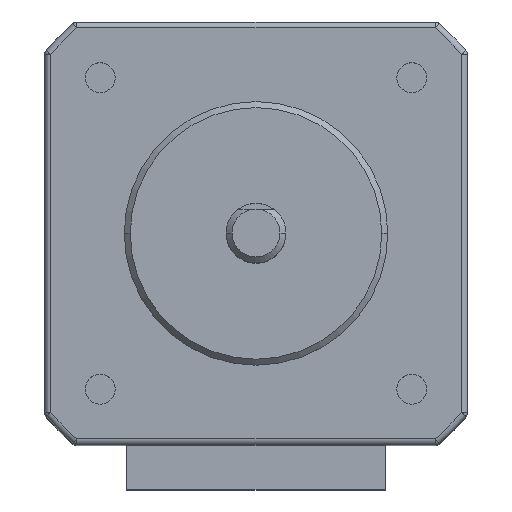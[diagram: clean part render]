
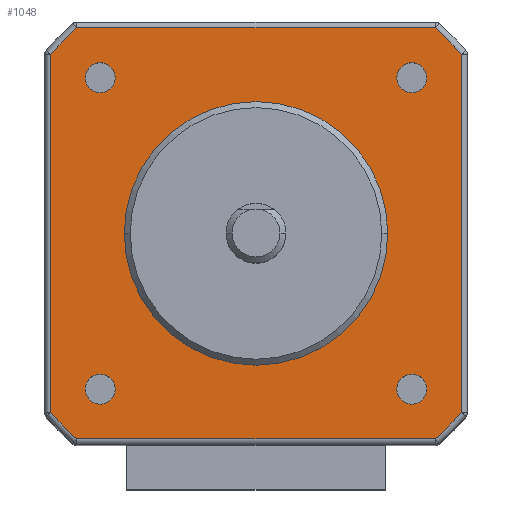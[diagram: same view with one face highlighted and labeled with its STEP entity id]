
A CAD part, top view. The second image highlights one B-rep face of the part: STEP entity #1048.
In plain terms, the highlighted planar face has unit normal (0, 0, 1).
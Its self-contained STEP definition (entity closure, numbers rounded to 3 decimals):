
#58=CARTESIAN_POINT('',(0.,0.,28.));
#59=DIRECTION('',(0.,0.,1.));
#60=DIRECTION('',(-0.657,0.754,0.));
#61=AXIS2_PLACEMENT_3D('',#58,#59,#60);
#63=CARTESIAN_POINT('',(0.,0.,28.));
#64=DIRECTION('',(0.,0.,1.));
#65=DIRECTION('',(0.754,0.657,0.));
#66=AXIS2_PLACEMENT_3D('',#63,#64,#65);
#68=CARTESIAN_POINT('',(0.,0.,28.));
#69=DIRECTION('',(0.,0.,1.));
#70=DIRECTION('',(0.657,-0.754,0.));
#71=AXIS2_PLACEMENT_3D('',#68,#69,#70);
#73=CARTESIAN_POINT('',(0.,0.,28.));
#74=DIRECTION('',(0.,0.,1.));
#75=DIRECTION('',(-0.754,-0.657,0.));
#76=AXIS2_PLACEMENT_3D('',#73,#74,#75);
#78=CARTESIAN_POINT('',(-13.,13.,28.));
#79=DIRECTION('',(0.,0.,-1.));
#80=DIRECTION('',(-1.,0.,0.));
#81=AXIS2_PLACEMENT_3D('',#78,#79,#80);
#83=CARTESIAN_POINT('',(-13.,13.,28.));
#84=DIRECTION('',(0.,0.,-1.));
#85=DIRECTION('',(1.,0.,0.));
#86=AXIS2_PLACEMENT_3D('',#83,#84,#85);
#88=CARTESIAN_POINT('',(-13.,-13.,28.));
#89=DIRECTION('',(0.,0.,-1.));
#90=DIRECTION('',(-1.,0.,0.));
#91=AXIS2_PLACEMENT_3D('',#88,#89,#90);
#93=CARTESIAN_POINT('',(-13.,-13.,28.));
#94=DIRECTION('',(0.,0.,-1.));
#95=DIRECTION('',(1.,0.,0.));
#96=AXIS2_PLACEMENT_3D('',#93,#94,#95);
#98=CARTESIAN_POINT('',(13.,-13.,28.));
#99=DIRECTION('',(0.,0.,-1.));
#100=DIRECTION('',(-1.,0.,0.));
#101=AXIS2_PLACEMENT_3D('',#98,#99,#100);
#103=CARTESIAN_POINT('',(13.,-13.,28.));
#104=DIRECTION('',(0.,0.,-1.));
#105=DIRECTION('',(1.,0.,0.));
#106=AXIS2_PLACEMENT_3D('',#103,#104,#105);
#108=CARTESIAN_POINT('',(13.,13.,28.));
#109=DIRECTION('',(0.,0.,-1.));
#110=DIRECTION('',(-1.,0.,0.));
#111=AXIS2_PLACEMENT_3D('',#108,#109,#110);
#113=CARTESIAN_POINT('',(13.,13.,28.));
#114=DIRECTION('',(0.,0.,-1.));
#115=DIRECTION('',(1.,0.,0.));
#116=AXIS2_PLACEMENT_3D('',#113,#114,#115);
#118=CARTESIAN_POINT('',(0.,0.,28.));
#119=DIRECTION('',(0.,0.,-1.));
#120=DIRECTION('',(1.,0.,0.));
#121=AXIS2_PLACEMENT_3D('',#118,#119,#120);
#123=CARTESIAN_POINT('',(0.,0.,28.));
#124=DIRECTION('',(0.,0.,-1.));
#125=DIRECTION('',(-1.,0.,0.));
#126=AXIS2_PLACEMENT_3D('',#123,#124,#125);
#128=DIRECTION('',(0.,1.,0.));
#129=VECTOR('',#128,29.896);
#130=CARTESIAN_POINT('',(-17.15,-14.948,28.));
#131=LINE('',#130,#129);
#419=DIRECTION('',(1.,0.,0.));
#420=VECTOR('',#419,29.896);
#421=CARTESIAN_POINT('',(-14.948,17.15,28.));
#422=LINE('',#421,#420);
#458=DIRECTION('',(0.,-1.,0.));
#459=VECTOR('',#458,29.896);
#460=CARTESIAN_POINT('',(17.15,14.948,28.));
#461=LINE('',#460,#459);
#501=DIRECTION('',(-1.,0.,0.));
#502=VECTOR('',#501,29.896);
#503=CARTESIAN_POINT('',(14.948,-17.15,28.));
#504=LINE('',#503,#502);
#711=CARTESIAN_POINT('',(-11.75,-13.,28.));
#712=CARTESIAN_POINT('',(-14.25,-13.,28.));
#713=VERTEX_POINT('',#711);
#714=VERTEX_POINT('',#712);
#715=CARTESIAN_POINT('',(-11.75,13.,28.));
#716=CARTESIAN_POINT('',(-14.25,13.,28.));
#717=VERTEX_POINT('',#715);
#718=VERTEX_POINT('',#716);
#719=CARTESIAN_POINT('',(14.25,-13.,28.));
#720=CARTESIAN_POINT('',(11.75,-13.,28.));
#721=VERTEX_POINT('',#719);
#722=VERTEX_POINT('',#720);
#723=CARTESIAN_POINT('',(17.15,14.948,28.));
#725=VERTEX_POINT('',#723);
#728=CARTESIAN_POINT('',(17.15,-14.948,28.));
#730=VERTEX_POINT('',#728);
#735=CARTESIAN_POINT('',(14.948,17.15,28.));
#737=VERTEX_POINT('',#735);
#740=CARTESIAN_POINT('',(14.948,-17.15,28.));
#742=VERTEX_POINT('',#740);
#747=CARTESIAN_POINT('',(-14.948,17.15,28.));
#749=VERTEX_POINT('',#747);
#752=CARTESIAN_POINT('',(-14.948,-17.15,28.));
#754=VERTEX_POINT('',#752);
#759=CARTESIAN_POINT('',(-17.15,14.948,28.));
#761=VERTEX_POINT('',#759);
#764=CARTESIAN_POINT('',(-17.15,-14.948,28.));
#766=VERTEX_POINT('',#764);
#783=CARTESIAN_POINT('',(11.,0.,28.));
#784=CARTESIAN_POINT('',(-11.,0.,28.));
#785=VERTEX_POINT('',#783);
#786=VERTEX_POINT('',#784);
#787=CARTESIAN_POINT('',(11.75,13.,28.));
#788=CARTESIAN_POINT('',(14.25,13.,28.));
#789=VERTEX_POINT('',#787);
#790=VERTEX_POINT('',#788);
#999=CARTESIAN_POINT('',(0.,0.,28.));
#1000=DIRECTION('',(0.,0.,1.));
#1001=DIRECTION('',(1.,0.,0.));
#1002=AXIS2_PLACEMENT_3D('',#999,#1000,#1001);
#1003=PLANE('',#1002);
#1005=ORIENTED_EDGE('',*,*,#1004,.T.);
#1007=ORIENTED_EDGE('',*,*,#1006,.F.);
#1009=ORIENTED_EDGE('',*,*,#1008,.T.);
#1011=ORIENTED_EDGE('',*,*,#1010,.F.);
#1013=ORIENTED_EDGE('',*,*,#1012,.T.);
#1015=ORIENTED_EDGE('',*,*,#1014,.F.);
#1017=ORIENTED_EDGE('',*,*,#1016,.T.);
#1019=ORIENTED_EDGE('',*,*,#1018,.F.);
#1020=EDGE_LOOP('',(#1005,#1007,#1009,#1011,#1013,#1015,#1017,#1019));
#1021=FACE_OUTER_BOUND('',#1020,.F.);
#1022=ORIENTED_EDGE('',*,*,#981,.F.);
#1023=ORIENTED_EDGE('',*,*,#994,.F.);
#1024=EDGE_LOOP('',(#1022,#1023));
#1025=FACE_BOUND('',#1024,.F.);
#1026=ORIENTED_EDGE('',*,*,#920,.F.);
#1027=ORIENTED_EDGE('',*,*,#906,.F.);
#1028=EDGE_LOOP('',(#1026,#1027));
#1029=FACE_BOUND('',#1028,.F.);
#1031=ORIENTED_EDGE('',*,*,#1030,.F.);
#1033=ORIENTED_EDGE('',*,*,#1032,.F.);
#1034=EDGE_LOOP('',(#1031,#1033));
#1035=FACE_BOUND('',#1034,.F.);
#1037=ORIENTED_EDGE('',*,*,#1036,.F.);
#1039=ORIENTED_EDGE('',*,*,#1038,.F.);
#1040=EDGE_LOOP('',(#1037,#1039));
#1041=FACE_BOUND('',#1040,.F.);
#1043=ORIENTED_EDGE('',*,*,#1042,.F.);
#1045=ORIENTED_EDGE('',*,*,#1044,.F.);
#1046=EDGE_LOOP('',(#1043,#1045));
#1047=FACE_BOUND('',#1046,.F.);
#1048=ADVANCED_FACE('',(#1021,#1025,#1029,#1035,#1041,#1047),#1003,.T.);
#62=CIRCLE('',#61,22.75);
#67=CIRCLE('',#66,22.75);
#72=CIRCLE('',#71,22.75);
#77=CIRCLE('',#76,22.75);
#82=CIRCLE('',#81,1.25);
#87=CIRCLE('',#86,1.25);
#92=CIRCLE('',#91,1.25);
#97=CIRCLE('',#96,1.25);
#102=CIRCLE('',#101,1.25);
#107=CIRCLE('',#106,1.25);
#112=CIRCLE('',#111,1.25);
#117=CIRCLE('',#116,1.25);
#122=CIRCLE('',#121,11.);
#127=CIRCLE('',#126,11.);
#906=EDGE_CURVE('',#713,#714,#97,.T.);
#920=EDGE_CURVE('',#714,#713,#92,.T.);
#981=EDGE_CURVE('',#718,#717,#82,.T.);
#994=EDGE_CURVE('',#717,#718,#87,.T.);
#1004=EDGE_CURVE('',#766,#761,#131,.T.);
#1006=EDGE_CURVE('',#749,#761,#62,.T.);
#1008=EDGE_CURVE('',#749,#737,#422,.T.);
#1010=EDGE_CURVE('',#725,#737,#67,.T.);
#1012=EDGE_CURVE('',#725,#730,#461,.T.);
#1014=EDGE_CURVE('',#742,#730,#72,.T.);
#1016=EDGE_CURVE('',#742,#754,#504,.T.);
#1018=EDGE_CURVE('',#766,#754,#77,.T.);
#1030=EDGE_CURVE('',#722,#721,#102,.T.);
#1032=EDGE_CURVE('',#721,#722,#107,.T.);
#1036=EDGE_CURVE('',#789,#790,#112,.T.);
#1038=EDGE_CURVE('',#790,#789,#117,.T.);
#1042=EDGE_CURVE('',#785,#786,#122,.T.);
#1044=EDGE_CURVE('',#786,#785,#127,.T.);
